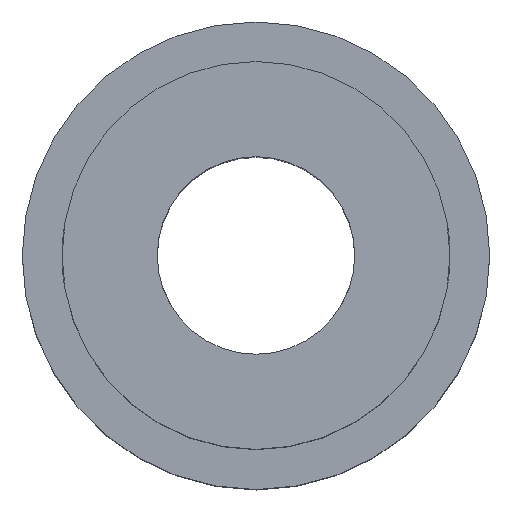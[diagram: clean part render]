
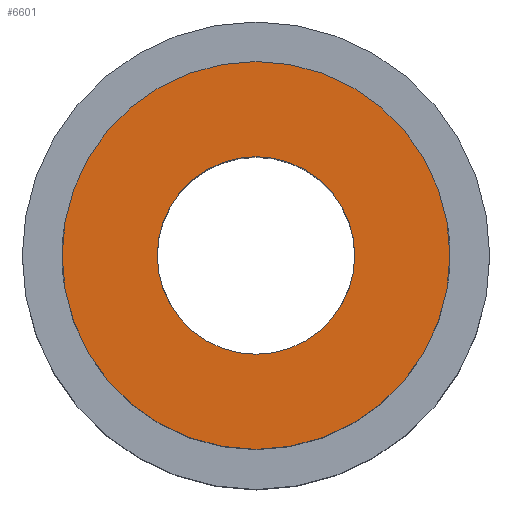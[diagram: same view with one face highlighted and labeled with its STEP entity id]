
A CAD part, top view. The second image highlights one B-rep face of the part: STEP entity #6601.
In plain terms, the highlighted planar face has unit normal (0, 0, 1).
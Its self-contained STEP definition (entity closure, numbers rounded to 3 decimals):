
#78 = CYLINDRICAL_SURFACE('',#79,4.075);
#79 = AXIS2_PLACEMENT_3D('',#80,#81,#82);
#80 = CARTESIAN_POINT('',(0.,0.,33.006));
#81 = DIRECTION('',(0.,0.,1.));
#82 = DIRECTION('',(1.,0.,0.));
#148 = EDGE_CURVE('',#149,#149,#151,.T.);
#149 = VERTEX_POINT('',#150);
#150 = CARTESIAN_POINT('',(4.075,0.,12.5));
#151 = SURFACE_CURVE('',#152,(#157,#164),.PCURVE_S1.);
#152 = CIRCLE('',#153,4.075);
#153 = AXIS2_PLACEMENT_3D('',#154,#155,#156);
#154 = CARTESIAN_POINT('',(0.,0.,12.5));
#155 = DIRECTION('',(0.,0.,1.));
#156 = DIRECTION('',(1.,0.,0.));
#157 = PCURVE('',#78,#158);
#158 = DEFINITIONAL_REPRESENTATION('',(#159),#163);
#159 = LINE('',#160,#161);
#160 = CARTESIAN_POINT('',(0.,-20.506));
#161 = VECTOR('',#162,1.);
#162 = DIRECTION('',(1.,0.));
#163 = ( GEOMETRIC_REPRESENTATION_CONTEXT(2) 
PARAMETRIC_REPRESENTATION_CONTEXT() REPRESENTATION_CONTEXT('2D SPACE',''
  ) );
#164 = PCURVE('',#165,#170);
#165 = PLANE('',#166);
#166 = AXIS2_PLACEMENT_3D('',#167,#168,#169);
#167 = CARTESIAN_POINT('',(0.,0.,12.5)
  );
#168 = DIRECTION('',(0.,0.,1.));
#169 = DIRECTION('',(1.,0.,0.));
#170 = DEFINITIONAL_REPRESENTATION('',(#171),#175);
#171 = CIRCLE('',#172,4.075);
#172 = AXIS2_PLACEMENT_2D('',#173,#174);
#173 = CARTESIAN_POINT('',(0.,0.));
#174 = DIRECTION('',(1.,0.));
#175 = ( GEOMETRIC_REPRESENTATION_CONTEXT(2) 
PARAMETRIC_REPRESENTATION_CONTEXT() REPRESENTATION_CONTEXT('2D SPACE',''
  ) );
#6601 = ADVANCED_FACE('',(#6602,#6633),#165,.T.);
#6602 = FACE_BOUND('',#6603,.T.);
#6603 = EDGE_LOOP('',(#6604));
#6604 = ORIENTED_EDGE('',*,*,#6605,.T.);
#6605 = EDGE_CURVE('',#6606,#6606,#6608,.T.);
#6606 = VERTEX_POINT('',#6607);
#6607 = CARTESIAN_POINT('',(8.,0.,12.5));
#6608 = SURFACE_CURVE('',#6609,(#6614,#6621),.PCURVE_S1.);
#6609 = CIRCLE('',#6610,8.);
#6610 = AXIS2_PLACEMENT_3D('',#6611,#6612,#6613);
#6611 = CARTESIAN_POINT('',(0.,0.,12.5));
#6612 = DIRECTION('',(0.,0.,1.));
#6613 = DIRECTION('',(1.,0.,0.));
#6614 = PCURVE('',#165,#6615);
#6615 = DEFINITIONAL_REPRESENTATION('',(#6616),#6620);
#6616 = CIRCLE('',#6617,8.);
#6617 = AXIS2_PLACEMENT_2D('',#6618,#6619);
#6618 = CARTESIAN_POINT('',(0.,0.));
#6619 = DIRECTION('',(1.,0.));
#6620 = ( GEOMETRIC_REPRESENTATION_CONTEXT(2) 
PARAMETRIC_REPRESENTATION_CONTEXT() REPRESENTATION_CONTEXT('2D SPACE',''
  ) );
#6621 = PCURVE('',#6622,#6627);
#6622 = CYLINDRICAL_SURFACE('',#6623,8.);
#6623 = AXIS2_PLACEMENT_3D('',#6624,#6625,#6626);
#6624 = CARTESIAN_POINT('',(0.,0.,5.5));
#6625 = DIRECTION('',(-0.,-0.,-1.));
#6626 = DIRECTION('',(1.,0.,0.));
#6627 = DEFINITIONAL_REPRESENTATION('',(#6628),#6632);
#6628 = LINE('',#6629,#6630);
#6629 = CARTESIAN_POINT('',(-0.,-7.));
#6630 = VECTOR('',#6631,1.);
#6631 = DIRECTION('',(-1.,0.));
#6632 = ( GEOMETRIC_REPRESENTATION_CONTEXT(2) 
PARAMETRIC_REPRESENTATION_CONTEXT() REPRESENTATION_CONTEXT('2D SPACE',''
  ) );
#6633 = FACE_BOUND('',#6634,.T.);
#6634 = EDGE_LOOP('',(#6635));
#6635 = ORIENTED_EDGE('',*,*,#148,.F.);
